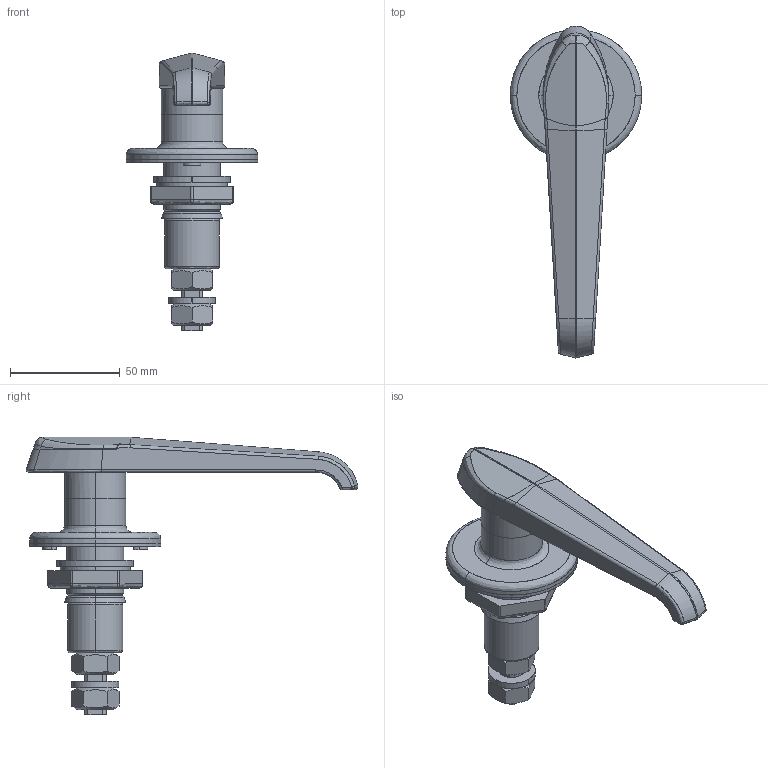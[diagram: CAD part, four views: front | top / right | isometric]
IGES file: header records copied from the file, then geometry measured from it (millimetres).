
Start section: SolidWorks IGES file using analytic representation for surfaces
Global section: file name: A-140-S-1.IGS,15; native system: HSolidWorks 2007; preprocessor: SolidWorks 2007; author: nhaneda; date: 110111.163556; units: millimetre
Bounding box: 60 x 151.58 x 126.8 mm (x, y, z)
Surface area: 51978.9 mm2 (no closed solid volume)
Topology: 0 solids, 0 shells, 267 faces, 4486 edges, 4473 vertices
Faces by surface type: bspline 149, revolution 118
